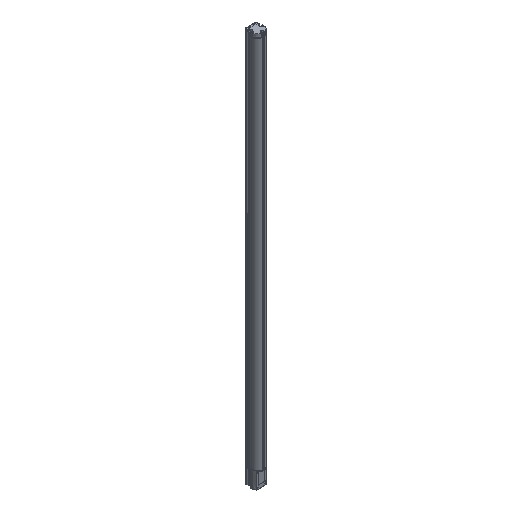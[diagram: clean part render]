
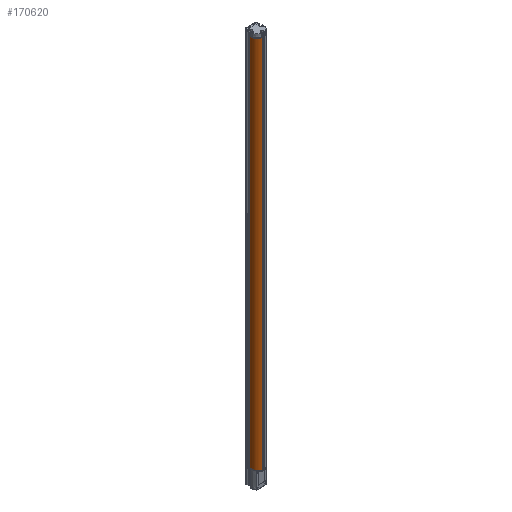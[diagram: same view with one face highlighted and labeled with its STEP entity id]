
A CAD part, isometric view. The second image highlights one B-rep face of the part: STEP entity #170620.
In plain terms, the highlighted cylindrical face has radius 19 mm (diameter 38 mm), a partial arc.
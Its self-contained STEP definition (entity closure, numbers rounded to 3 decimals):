
#77278=CARTESIAN_POINT('',(0.,0.,-1142.3));
#77279=DIRECTION('',(0.,0.,1.));
#77280=DIRECTION('',(-0.951,0.308,0.));
#77281=AXIS2_PLACEMENT_3D('',#77278,#77279,#77280);
#77283=DIRECTION('',(0.,0.,-1.));
#77284=VECTOR('',#77283,1142.3);
#77285=CARTESIAN_POINT('',(-18.075,5.857,
0.));
#77286=LINE('',#77285,#77284);
#77287=CARTESIAN_POINT('',(0.,0.,0.));
#77288=DIRECTION('',(0.,0.,-1.));
#77289=DIRECTION('',(-0.122,-0.992,0.));
#77290=AXIS2_PLACEMENT_3D('',#77287,#77288,#77289);
#77292=DIRECTION('',(0.,0.,1.));
#77293=VECTOR('',#77292,1142.3);
#77294=CARTESIAN_POINT('',(-2.323,-18.857,-1142.3));
#77295=LINE('',#77294,#77293);
#128439=CARTESIAN_POINT('',(-2.323,-18.857,
0.));
#128440=CARTESIAN_POINT('',(-18.075,5.857,
0.));
#128441=VERTEX_POINT('',#128439);
#128442=VERTEX_POINT('',#128440);
#129004=CARTESIAN_POINT('',(-18.075,5.857,-1142.3));
#129005=CARTESIAN_POINT('',(-2.323,-18.857,-1142.3));
#129006=VERTEX_POINT('',#129004);
#129007=VERTEX_POINT('',#129005);
#170608=CARTESIAN_POINT('',(0.,0.,0.));
#170609=DIRECTION('',(0.,0.,1.));
#170610=DIRECTION('',(1.,0.,0.));
#170611=AXIS2_PLACEMENT_3D('',#170608,#170609,#170610);
#170612=CYLINDRICAL_SURFACE('',#170611,19.);
#170613=ORIENTED_EDGE('',*,*,#137369,.F.);
#170615=ORIENTED_EDGE('',*,*,#170614,.F.);
#170616=ORIENTED_EDGE('',*,*,#136828,.F.);
#170617=ORIENTED_EDGE('',*,*,#170601,.F.);
#170618=EDGE_LOOP('',(#170613,#170615,#170616,#170617));
#170619=FACE_OUTER_BOUND('',#170618,.F.);
#170620=ADVANCED_FACE('',(#170619),#170612,.T.);
#77282=CIRCLE('',#77281,19.);
#77291=CIRCLE('',#77290,19.);
#136828=EDGE_CURVE('',#128441,#128442,#77291,.T.);
#137369=EDGE_CURVE('',#129006,#129007,#77282,.T.);
#170601=EDGE_CURVE('',#129007,#128441,#77295,.T.);
#170614=EDGE_CURVE('',#128442,#129006,#77286,.T.);
